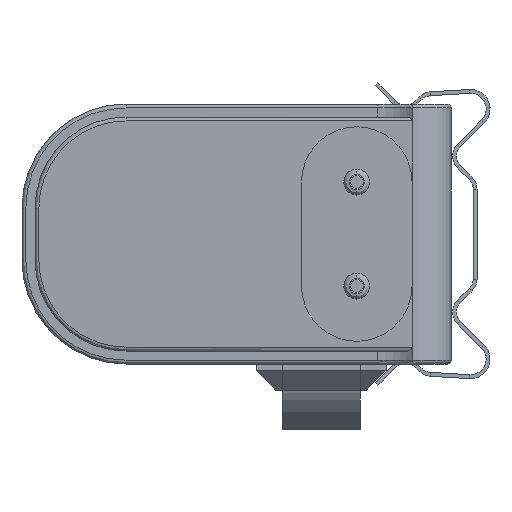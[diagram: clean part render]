
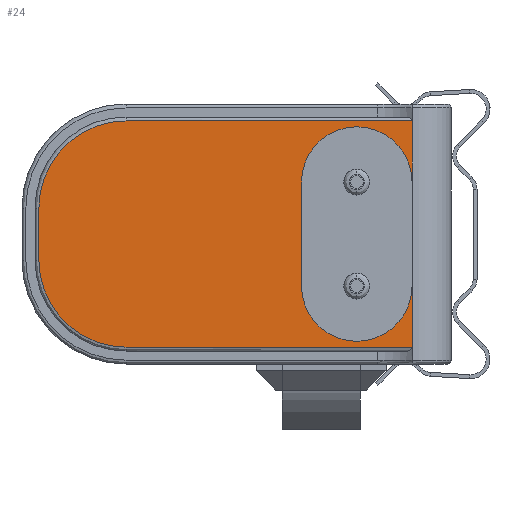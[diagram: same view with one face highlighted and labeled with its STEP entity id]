
A CAD part, left-side view. The second image highlights one B-rep face of the part: STEP entity #24.
In plain terms, the highlighted planar face has unit normal (-1, 0, 0).
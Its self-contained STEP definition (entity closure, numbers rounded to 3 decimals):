
#10 = CARTESIAN_POINT ( 'NONE',  ( -567., 7.25, -6. ) ) ;
#24 = ADVANCED_FACE ( 'NONE', ( #8979 ), #4750, .F. ) ;
#404 = ORIENTED_EDGE ( 'NONE', *, *, #5805, .F. ) ;
#559 = VECTOR ( 'NONE', #5556, 1000. ) ;
#599 = DIRECTION ( 'NONE',  ( 0., 0., -1. ) ) ;
#617 = VECTOR ( 'NONE', #8854, 1000. ) ;
#636 = CIRCLE ( 'NONE', #5340, 4.25 ) ;
#786 = DIRECTION ( 'NONE',  ( 1., 0., 0. ) ) ;
#882 = DIRECTION ( 'NONE',  ( 1., 0., 0. ) ) ;
#921 = ORIENTED_EDGE ( 'NONE', *, *, #6945, .F. ) ;
#1128 = VERTEX_POINT ( 'NONE', #3239 ) ;
#1185 = CIRCLE ( 'NONE', #7080, 4.25 ) ;
#1244 = DIRECTION ( 'NONE',  ( 0., 0., 1. ) ) ;
#1261 = DIRECTION ( 'NONE',  ( 1., 0., 0. ) ) ;
#1267 = VERTEX_POINT ( 'NONE', #3333 ) ;
#1308 = VERTEX_POINT ( 'NONE', #3601 ) ;
#1428 = VECTOR ( 'NONE', #5831, 1000. ) ;
#1430 = DIRECTION ( 'NONE',  ( 1., 0., 0. ) ) ;
#1580 = ORIENTED_EDGE ( 'NONE', *, *, #1652, .T. ) ;
#1625 = LINE ( 'NONE', #2927, #1428 ) ;
#1652 = EDGE_CURVE ( 'NONE', #3908, #1654, #636, .T. ) ;
#1654 = VERTEX_POINT ( 'NONE', #2808 ) ;
#1851 = CARTESIAN_POINT ( 'NONE',  ( -567., 25., -1.3 ) ) ;
#2136 = DIRECTION ( 'NONE',  ( 0., 0., -1. ) ) ;
#2179 = VECTOR ( 'NONE', #2861, 1000. ) ;
#2205 = CARTESIAN_POINT ( 'NONE',  ( -567., 31.7, -8. ) ) ;
#2231 = DIRECTION ( 'NONE',  ( 0., 0., -1. ) ) ;
#2378 = ORIENTED_EDGE ( 'NONE', *, *, #6205, .T. ) ;
#2433 = VERTEX_POINT ( 'NONE', #8710 ) ;
#2445 = EDGE_CURVE ( 'NONE', #2755, #6262, #7988, .T. ) ;
#2512 = CARTESIAN_POINT ( 'NONE',  ( -567., 25., -1.3 ) ) ;
#2676 = DIRECTION ( 'NONE',  ( 1., 0., 0. ) ) ;
#2755 = VERTEX_POINT ( 'NONE', #7933 ) ;
#2808 = CARTESIAN_POINT ( 'NONE',  ( -567., 3., -6. ) ) ;
#2861 = DIRECTION ( 'NONE',  ( 0., 0., -1. ) ) ;
#2927 = CARTESIAN_POINT ( 'NONE',  ( -567., 3., -8. ) ) ;
#3020 = CARTESIAN_POINT ( 'NONE',  ( -567., 25., -12. ) ) ;
#3159 = ORIENTED_EDGE ( 'NONE', *, *, #8116, .T. ) ;
#3239 = CARTESIAN_POINT ( 'NONE',  ( -567., 3., -18.7 ) ) ;
#3333 = CARTESIAN_POINT ( 'NONE',  ( -567., 31.7, -12. ) ) ;
#3471 = LINE ( 'NONE', #6243, #559 ) ;
#3555 = ORIENTED_EDGE ( 'NONE', *, *, #2445, .F. ) ;
#3601 = CARTESIAN_POINT ( 'NONE',  ( -567., 7.25, -18.25 ) ) ;
#3618 = CARTESIAN_POINT ( 'NONE',  ( -567., 3., -1.3 ) ) ;
#3649 = CIRCLE ( 'NONE', #7466, 6.7 ) ;
#3669 = DIRECTION ( 'NONE',  ( 0., 0., 1. ) ) ;
#3908 = VERTEX_POINT ( 'NONE', #7320 ) ;
#4104 = AXIS2_PLACEMENT_3D ( 'NONE', #7555, #2676, #1244 ) ;
#4174 = DIRECTION ( 'NONE',  ( 0., 0., 1. ) ) ;
#4295 = CARTESIAN_POINT ( 'NONE',  ( -567., 3., -8. ) ) ;
#4317 = CARTESIAN_POINT ( 'NONE',  ( -567., 7.25, -14. ) ) ;
#4750 = PLANE ( 'NONE',  #4104 ) ;
#4782 = ORIENTED_EDGE ( 'NONE', *, *, #7628, .F. ) ;
#4828 = EDGE_LOOP ( 'NONE', ( #921, #3159, #2378, #8415, #1580, #8280, #5600, #3555, #404, #6932, #4782 ) ) ;
#4909 = LINE ( 'NONE', #7577, #5709 ) ;
#5125 = VECTOR ( 'NONE', #3669, 1000. ) ;
#5138 = CARTESIAN_POINT ( 'NONE',  ( -567., 3., -14. ) ) ;
#5340 = AXIS2_PLACEMENT_3D ( 'NONE', #10, #1430, #599 ) ;
#5556 = DIRECTION ( 'NONE',  ( 0., 0., -1. ) ) ;
#5600 = ORIENTED_EDGE ( 'NONE', *, *, #8675, .F. ) ;
#5709 = VECTOR ( 'NONE', #7720, 1000. ) ;
#5792 = CARTESIAN_POINT ( 'NONE',  ( -567., 25., -18.7 ) ) ;
#5805 = EDGE_CURVE ( 'NONE', #1267, #2755, #8514, .T. ) ;
#5827 = EDGE_CURVE ( 'NONE', #6197, #1267, #3649, .T. ) ;
#5831 = DIRECTION ( 'NONE',  ( 0., 0., -1. ) ) ;
#5842 = DIRECTION ( 'NONE',  ( 0., 0., 1. ) ) ;
#5984 = AXIS2_PLACEMENT_3D ( 'NONE', #4317, #882, #2231 ) ;
#6197 = VERTEX_POINT ( 'NONE', #5792 ) ;
#6205 = EDGE_CURVE ( 'NONE', #1308, #2433, #6871, .T. ) ;
#6243 = CARTESIAN_POINT ( 'NONE',  ( -567., 11.5, 0. ) ) ;
#6262 = VERTEX_POINT ( 'NONE', #1851 ) ;
#6487 = EDGE_CURVE ( 'NONE', #3908, #2433, #3471, .T. ) ;
#6710 = LINE ( 'NONE', #2512, #617 ) ;
#6871 = CIRCLE ( 'NONE', #5984, 4.25 ) ;
#6932 = ORIENTED_EDGE ( 'NONE', *, *, #5827, .F. ) ;
#6945 = EDGE_CURVE ( 'NONE', #8965, #1128, #7059, .T. ) ;
#7059 = LINE ( 'NONE', #4295, #2179 ) ;
#7080 = AXIS2_PLACEMENT_3D ( 'NONE', #8491, #786, #2136 ) ;
#7320 = CARTESIAN_POINT ( 'NONE',  ( -567., 11.5, -6. ) ) ;
#7466 = AXIS2_PLACEMENT_3D ( 'NONE', #3020, #7943, #5842 ) ;
#7555 = CARTESIAN_POINT ( 'NONE',  ( -567., 25., -8. ) ) ;
#7577 = CARTESIAN_POINT ( 'NONE',  ( -567., 25., -18.7 ) ) ;
#7628 = EDGE_CURVE ( 'NONE', #1128, #6197, #4909, .T. ) ;
#7720 = DIRECTION ( 'NONE',  ( 0., 1., 0. ) ) ;
#7735 = EDGE_CURVE ( 'NONE', #8978, #1654, #1625, .T. ) ;
#7933 = CARTESIAN_POINT ( 'NONE',  ( -567., 31.7, -8. ) ) ;
#7943 = DIRECTION ( 'NONE',  ( 1., 0., 0. ) ) ;
#7988 = CIRCLE ( 'NONE', #8585, 6.7 ) ;
#8116 = EDGE_CURVE ( 'NONE', #8965, #1308, #1185, .T. ) ;
#8280 = ORIENTED_EDGE ( 'NONE', *, *, #7735, .F. ) ;
#8415 = ORIENTED_EDGE ( 'NONE', *, *, #6487, .F. ) ;
#8491 = CARTESIAN_POINT ( 'NONE',  ( -567., 7.25, -14. ) ) ;
#8514 = LINE ( 'NONE', #2205, #5125 ) ;
#8585 = AXIS2_PLACEMENT_3D ( 'NONE', #8949, #1261, #4174 ) ;
#8675 = EDGE_CURVE ( 'NONE', #6262, #8978, #6710, .T. ) ;
#8710 = CARTESIAN_POINT ( 'NONE',  ( -567., 11.5, -14. ) ) ;
#8854 = DIRECTION ( 'NONE',  ( 0., -1., 0. ) ) ;
#8949 = CARTESIAN_POINT ( 'NONE',  ( -567., 25., -8. ) ) ;
#8965 = VERTEX_POINT ( 'NONE', #5138 ) ;
#8978 = VERTEX_POINT ( 'NONE', #3618 ) ;
#8979 = FACE_OUTER_BOUND ( 'NONE', #4828, .T. ) ;
